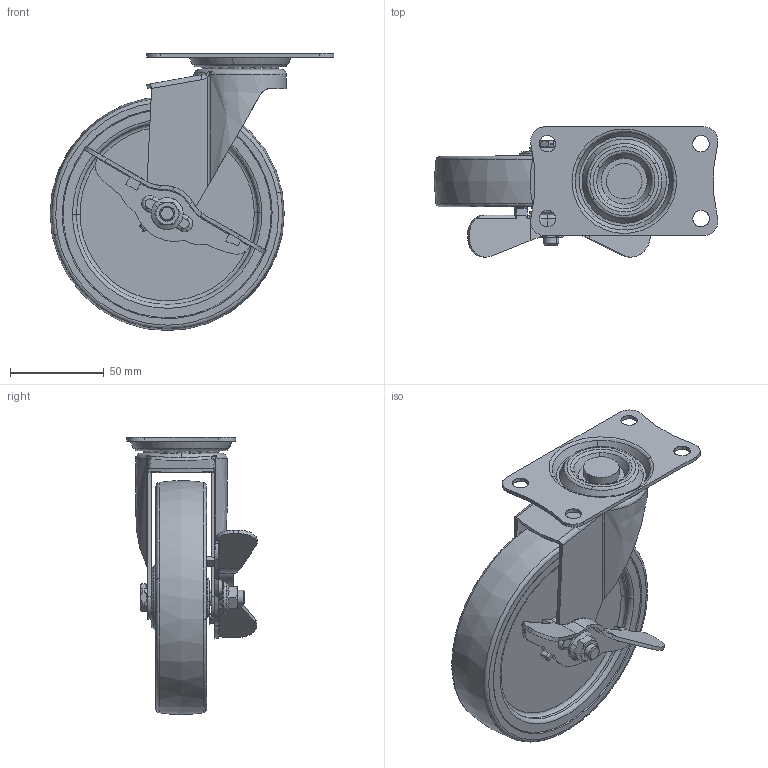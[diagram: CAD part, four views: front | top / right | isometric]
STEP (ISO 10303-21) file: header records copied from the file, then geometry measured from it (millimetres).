
FILE_DESCRIPTION((''),'2;1');
FILE_NAME('','2008-05-07T11:24:48',(''),(''),'','CADfix','');
FILE_SCHEMA(('AUTOMOTIVE_DESIGN { 1 0 10303 214 1 1 1 1 }'));
Length unit declared in the file: millimetre
Bounding box: 151.5 x 69.45 x 147.89 mm (x, y, z)
Volume: 294214.9 mm3; surface area: 87895.6 mm2
Topology: 6 solids, 6 shells, 489 faces, 1501 edges, 1041 vertices
Faces by surface type: bspline 489
Entity records: 29075 total; most frequent: CARTESIAN_POINT 20302, ORIENTED_EDGE 2966, EDGE_CURVE 1483, B_SPLINE_CURVE_WITH_KNOTS 1074, VERTEX_POINT 1041, EDGE_LOOP 548, FACE_OUTER_BOUND 489, ADVANCED_FACE 489
